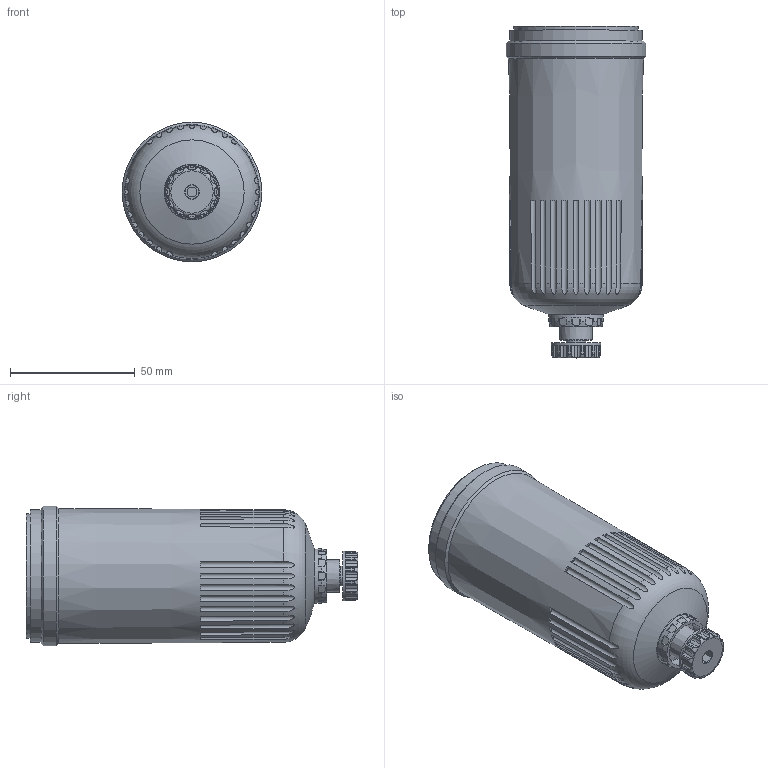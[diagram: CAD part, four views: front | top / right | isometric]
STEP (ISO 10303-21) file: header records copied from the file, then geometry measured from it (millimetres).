
FILE_DESCRIPTION(/* description */ ('STEP AP214'),/* implementation_level */ '2;1');
FILE_NAME(/* name */ '001370',/* time_stamp */ '2023-03-24T11:38:40+01:00',/* author */ ('License CC BY-ND 4.0'),/* organization */ ('CADENAS'),/* preprocessor_version */ 'ST-DEVELOPER v19.3',/* originating_system */ 'PARTsolutions',/* authorisation */ ' ');
FILE_SCHEMA (('AUTOMOTIVE_DESIGN {1 0 10303 214 3 1 1}'));
Length unit declared in the file: millimetre
Products named in the file (3): 001370; 001370_A; 001370_G
Assembly tree (2 placements, depth 2):
  001370
    001370_A
    001370_G
Bounding box: 56 x 133 x 56 mm (x, y, z)
Volume: 255298.2 mm3; surface area: 26924.2 mm2
Topology: 2 solids, 2 shells, 217 faces, 605 edges, 400 vertices
Faces by surface type: plane 105, cylinder 98, cone 10, torus 3, sphere 1
Full cylindrical faces by diameter (mm): 4 x1, 7.6 x1, 8 x1, 8.376 x1, 9.728 x1, 18.3 x1, 20 x1, 22 x1, 49.8 x1, 53.1 x1, 56 x1
Entity records: 7465 total; most frequent: CARTESIAN_POINT 2088, ORIENTED_EDGE 1142, DIRECTION 1072, EDGE_CURVE 571, AXIS2_PLACEMENT_3D 452, VERTEX_POINT 391, EDGE_LOOP 250, FACE_BOUND 250
